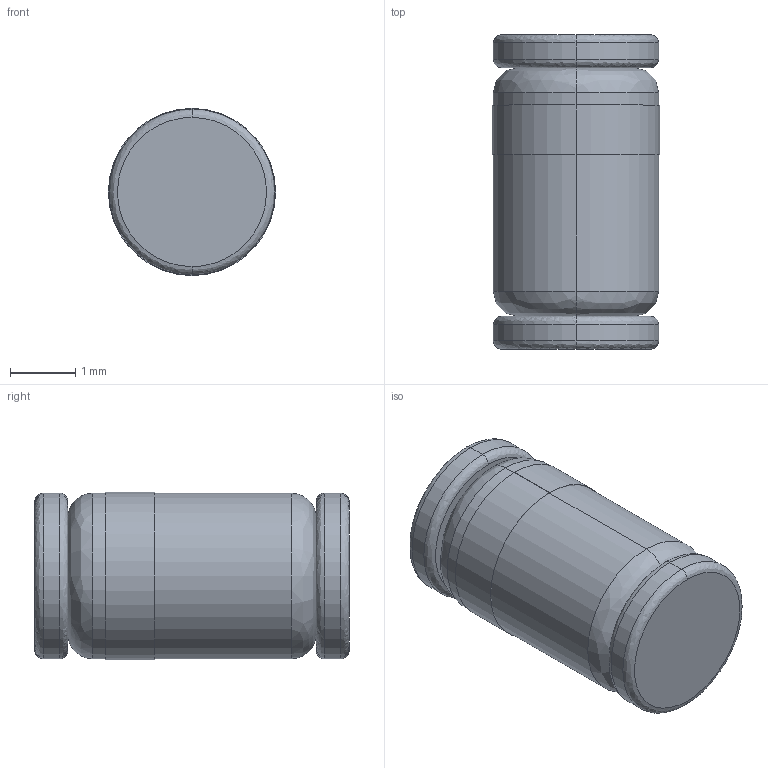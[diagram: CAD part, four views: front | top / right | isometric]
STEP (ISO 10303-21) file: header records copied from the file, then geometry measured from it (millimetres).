
FILE_DESCRIPTION (( 'STEP AP214' ), '1' );
FILE_NAME ('User Library-Melf-1.STEP', '2018-11-01T07:27:07', ( '' ), ( '' ), 'SwSTEP 2.0', 'SolidWorks 2018', '' );
FILE_SCHEMA (( 'AUTOMOTIVE_DESIGN' ));
Length unit declared in the file: inch
Products named in the file (1): User Library-Melf-1
Bounding box: 2.57 x 4.83 x 2.57 mm (x, y, z)
Volume: 27.8 mm3; surface area: 80.9 mm2
Topology: 4 solids, 4 shells, 28 faces, 48 edges, 28 vertices
Faces by surface type: bspline 12, cylinder 8, plane 8
Entity records: 1233 total; most frequent: CARTESIAN_POINT 321, DIRECTION 98, ORIENTED_EDGE 96, EDGE_CURVE 48, AXIS2_PLACEMENT_3D 45, LENGTH_MEASURE_WITH_UNIT 34, DIMENSIONAL_EXPONENTS 34, UNCERTAINTY_MEASURE_WITH_UNIT 34
